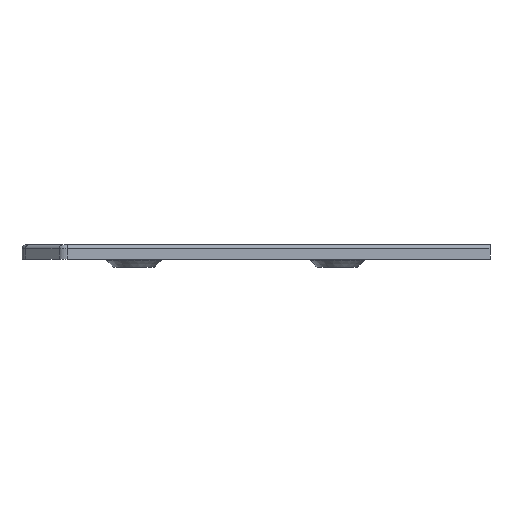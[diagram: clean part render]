
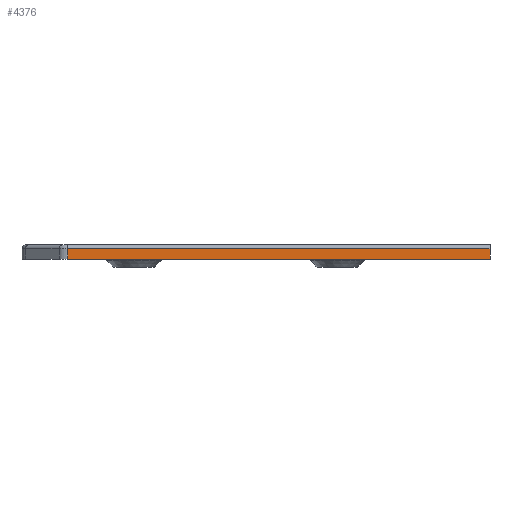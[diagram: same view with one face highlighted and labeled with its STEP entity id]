
A CAD part, front view. The second image highlights one B-rep face of the part: STEP entity #4376.
In plain terms, the highlighted planar face has unit normal (0, -1, 0).
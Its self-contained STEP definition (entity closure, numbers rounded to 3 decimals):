
#34 = ORIENTED_EDGE ( 'NONE', *, *, #5497, .T. ) ;
#130 = CARTESIAN_POINT ( 'NONE',  ( -2.5, 0., -0.001 ) ) ;
#140 = AXIS2_PLACEMENT_3D ( 'NONE', #1309, #5119, #357 ) ;
#357 = DIRECTION ( 'NONE',  ( -1., 0., 0. ) ) ;
#765 = CARTESIAN_POINT ( 'NONE',  ( 0., 0., 2.5 ) ) ;
#886 = FACE_OUTER_BOUND ( 'NONE', #1828, .T. ) ;
#954 = ORIENTED_EDGE ( 'NONE', *, *, #2855, .T. ) ;
#1234 = VERTEX_POINT ( 'NONE', #1678 ) ;
#1309 = CARTESIAN_POINT ( 'NONE',  ( 0., 0., 3.5 ) ) ;
#1317 = DIRECTION ( 'NONE',  ( 0., 0., -1. ) ) ;
#1455 = CARTESIAN_POINT ( 'NONE',  ( -106.257, 0., 0. ) ) ;
#1678 = CARTESIAN_POINT ( 'NONE',  ( -2.5, 0., 0. ) ) ;
#1734 = LINE ( 'NONE', #130, #5147 ) ;
#1828 = EDGE_LOOP ( 'NONE', ( #34, #5722, #954, #5876 ) ) ;
#2438 = LINE ( 'NONE', #765, #6384 ) ;
#2463 = CARTESIAN_POINT ( 'NONE',  ( -106.257, 0., 3.5 ) ) ;
#2567 = EDGE_CURVE ( 'NONE', #5270, #4854, #2438, .T. ) ;
#2631 = CARTESIAN_POINT ( 'NONE',  ( -2.5, 0., 2.5 ) ) ;
#2669 = LINE ( 'NONE', #5165, #5624 ) ;
#2682 = EDGE_CURVE ( 'NONE', #5591, #1234, #2669, .T. ) ;
#2855 = EDGE_CURVE ( 'NONE', #4854, #5591, #5579, .T. ) ;
#2965 = VECTOR ( 'NONE', #1317, 1000. ) ;
#3005 = PLANE ( 'NONE',  #140 ) ;
#3052 = DIRECTION ( 'NONE',  ( 1., 0., 0. ) ) ;
#3617 = CARTESIAN_POINT ( 'NONE',  ( -106.257, 0., 2.5 ) ) ;
#4016 = DIRECTION ( 'NONE',  ( -1., 0., 0. ) ) ;
#4376 = ADVANCED_FACE ( 'NONE', ( #886 ), #3005, .F. ) ;
#4854 = VERTEX_POINT ( 'NONE', #3617 ) ;
#4856 = DIRECTION ( 'NONE',  ( 0., 0., 1. ) ) ;
#5119 = DIRECTION ( 'NONE',  ( 0., 1., 0. ) ) ;
#5147 = VECTOR ( 'NONE', #4856, 1000. ) ;
#5165 = CARTESIAN_POINT ( 'NONE',  ( 0., 0., 0. ) ) ;
#5270 = VERTEX_POINT ( 'NONE', #2631 ) ;
#5497 = EDGE_CURVE ( 'NONE', #1234, #5270, #1734, .T. ) ;
#5579 = LINE ( 'NONE', #2463, #2965 ) ;
#5591 = VERTEX_POINT ( 'NONE', #1455 ) ;
#5624 = VECTOR ( 'NONE', #3052, 1000. ) ;
#5722 = ORIENTED_EDGE ( 'NONE', *, *, #2567, .T. ) ;
#5876 = ORIENTED_EDGE ( 'NONE', *, *, #2682, .T. ) ;
#6384 = VECTOR ( 'NONE', #4016, 1000. ) ;
